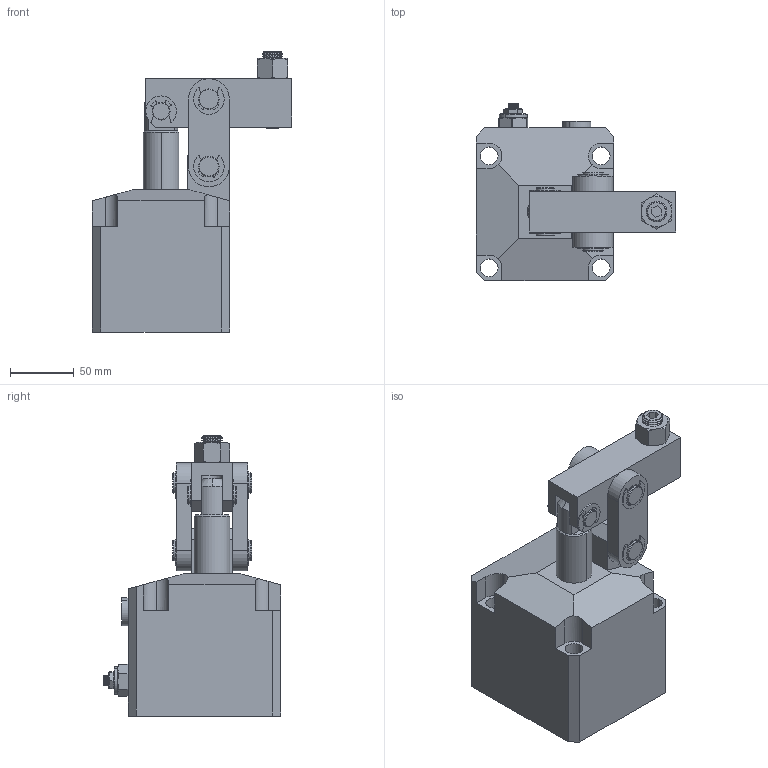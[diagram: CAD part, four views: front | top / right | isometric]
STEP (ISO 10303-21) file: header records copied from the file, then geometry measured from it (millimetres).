
FILE_DESCRIPTION (( 'STEP AP214' ), '1' );
FILE_NAME ('蚾饜极CBLU-70CL.STEP', '2019-05-09T12:29:43', ( '' ), ( '' ), 'SwSTEP 2.0', 'SolidWorks 2016', '' );
FILE_SCHEMA (( 'AUTOMOTIVE_DESIGN' ));
Length unit declared in the file: millimetre
Products named in the file (12): CZL30覃厒概_1_1; 囀鞠褒黑芛郔陔3-8_1; socket set screw cup point_iso_ISO 4029 - M16 x 60-S; hex nut gradec_iso_Hexagon Nut ISO - 4034 - M16 - S; CK; 酗种; 傻种; 錨璃LG; 70揤旋_1; 70活塞杆_1; CBLU-70GL掛极_1; 蚾饜极CBLU-70CL
Assembly tree (18 placements, depth 2):
  蚾饜极CBLU-70CL
    CBLU-70GL掛极_1
    70活塞杆_1
    70揤旋_1
    錨璃LG  x2
    傻种
    酗种  x2
    CK  x6
    hex nut gradec_iso_Hexagon Nut ISO - 4034 - M16 - S
    socket set screw cup point_iso_ISO 4029 - M16 x 60-S
    囀鞠褒黑芛郔陔3-8_1
    CZL30覃厒概_1_1
Bounding box: 156.5 x 139.5 x 220 mm (x, y, z)
Volume: 1396541 mm3; surface area: 202241.6 mm2
Topology: 18 solids, 29 shells, 928 faces, 2389 edges, 1520 vertices
Faces by surface type: cylinder 390, cone 230, plane 203, bspline 105
Entity records: 72639 total; most frequent: CARTESIAN_POINT 55065, ORIENTED_EDGE 3758, DIRECTION 3366, EDGE_CURVE 1914, AXIS2_PLACEMENT_3D 1306, VERTEX_POINT 1208, EDGE_LOOP 809, VECTOR 754
